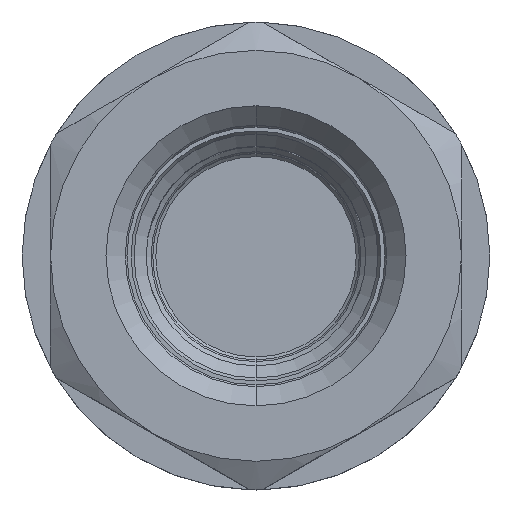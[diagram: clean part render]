
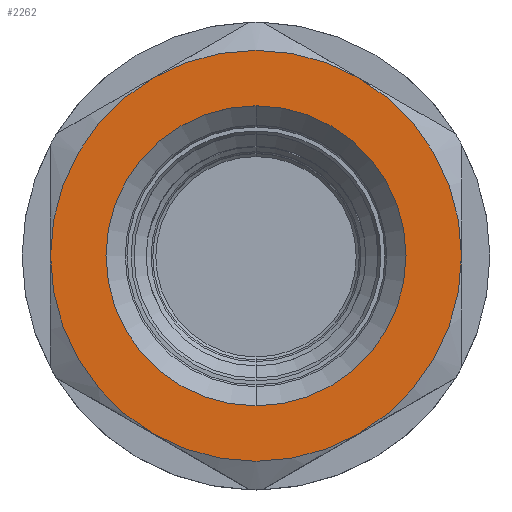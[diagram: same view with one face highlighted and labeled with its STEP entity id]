
A CAD part, top view. The second image highlights one B-rep face of the part: STEP entity #2262.
In plain terms, the highlighted planar face has unit normal (0, 0, 1).
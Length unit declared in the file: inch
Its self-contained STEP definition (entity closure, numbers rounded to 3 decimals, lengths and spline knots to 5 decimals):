
#19=CARTESIAN_POINT('',(0.,0.,0.608));
#20=DIRECTION('',(0.,0.,1.));
#21=DIRECTION('',(-1.,0.,0.));
#22=AXIS2_PLACEMENT_3D('',#19,#20,#21);
#24=CARTESIAN_POINT('',(0.,0.,0.608));
#25=DIRECTION('',(0.,0.,1.));
#26=DIRECTION('',(-0.5,0.866,0.));
#27=AXIS2_PLACEMENT_3D('',#24,#25,#26);
#29=CARTESIAN_POINT('',(0.,0.,0.608));
#30=DIRECTION('',(0.,0.,1.));
#31=DIRECTION('',(1.,0.,0.));
#32=AXIS2_PLACEMENT_3D('',#29,#30,#31);
#34=CARTESIAN_POINT('',(0.,0.,0.608));
#35=DIRECTION('',(0.,0.,1.));
#36=DIRECTION('',(0.5,-0.866,0.));
#37=AXIS2_PLACEMENT_3D('',#34,#35,#36);
#39=CARTESIAN_POINT('',(0.,0.,0.608));
#40=DIRECTION('',(0.,0.,-1.));
#41=DIRECTION('',(0.,1.,0.));
#42=AXIS2_PLACEMENT_3D('',#39,#40,#41);
#44=CARTESIAN_POINT('',(0.,0.,0.608));
#45=DIRECTION('',(0.,0.,-1.));
#46=DIRECTION('',(0.,-1.,0.));
#47=AXIS2_PLACEMENT_3D('',#44,#45,#46);
#49=CARTESIAN_POINT('',(0.,0.,0.608));
#50=DIRECTION('',(0.,0.,1.));
#51=DIRECTION('',(-0.5,-0.866,0.));
#52=AXIS2_PLACEMENT_3D('',#49,#50,#51);
#82=CARTESIAN_POINT('',(0.3425,0.59323,0.608));
#110=CARTESIAN_POINT('',(0.685,0.,
0.608));
#138=CARTESIAN_POINT('',(0.3425,-0.59323,
0.608));
#176=CARTESIAN_POINT('',(0.,0.,0.608));
#177=DIRECTION('',(0.,0.,1.));
#178=DIRECTION('',(0.5,0.866,0.));
#179=AXIS2_PLACEMENT_3D('',#176,#177,#178);
#217=CARTESIAN_POINT('',(-0.3425,-0.59323,
0.608));
#245=CARTESIAN_POINT('',(-0.685,0.,
0.608));
#273=CARTESIAN_POINT('',(-0.3425,0.59323,
0.608));
#1952=VERTEX_POINT('',#82);
#1955=VERTEX_POINT('',#110);
#1958=VERTEX_POINT('',#138);
#1973=VERTEX_POINT('',#217);
#1976=VERTEX_POINT('',#245);
#1979=VERTEX_POINT('',#273);
#2101=CARTESIAN_POINT('',(0.,0.5,0.608));
#2102=CARTESIAN_POINT('',(0.,-0.5,0.608));
#2103=VERTEX_POINT('',#2101);
#2104=VERTEX_POINT('',#2102);
#2238=CARTESIAN_POINT('',(0.,0.,0.608));
#2239=DIRECTION('',(0.,0.,1.));
#2240=DIRECTION('',(0.,1.,0.));
#2241=AXIS2_PLACEMENT_3D('',#2238,#2239,#2240);
#2242=PLANE('',#2241);
#2244=ORIENTED_EDGE('',*,*,#2243,.F.);
#2246=ORIENTED_EDGE('',*,*,#2245,.F.);
#2248=ORIENTED_EDGE('',*,*,#2247,.F.);
#2250=ORIENTED_EDGE('',*,*,#2249,.F.);
#2252=ORIENTED_EDGE('',*,*,#2251,.F.);
#2254=ORIENTED_EDGE('',*,*,#2253,.F.);
#2255=EDGE_LOOP('',(#2244,#2246,#2248,#2250,#2252,#2254));
#2256=FACE_OUTER_BOUND('',#2255,.F.);
#2257=ORIENTED_EDGE('',*,*,#2228,.F.);
#2259=ORIENTED_EDGE('',*,*,#2258,.F.);
#2260=EDGE_LOOP('',(#2257,#2259));
#2261=FACE_BOUND('',#2260,.F.);
#2262=ADVANCED_FACE('',(#2256,#2261),#2242,.T.);
#23=CIRCLE('',#22,0.685);
#28=CIRCLE('',#27,0.685);
#33=CIRCLE('',#32,0.685);
#38=CIRCLE('',#37,0.685);
#43=CIRCLE('',#42,0.5);
#48=CIRCLE('',#47,0.5);
#53=CIRCLE('',#52,0.685);
#180=CIRCLE('',#179,0.685);
#2228=EDGE_CURVE('',#2103,#2104,#43,.T.);
#2243=EDGE_CURVE('',#1973,#1958,#53,.T.);
#2245=EDGE_CURVE('',#1976,#1973,#23,.T.);
#2247=EDGE_CURVE('',#1979,#1976,#28,.T.);
#2249=EDGE_CURVE('',#1952,#1979,#180,.T.);
#2251=EDGE_CURVE('',#1955,#1952,#33,.T.);
#2253=EDGE_CURVE('',#1958,#1955,#38,.T.);
#2258=EDGE_CURVE('',#2104,#2103,#48,.T.);
